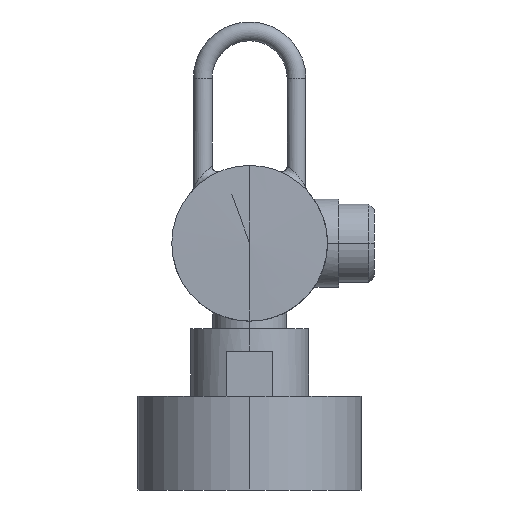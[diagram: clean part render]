
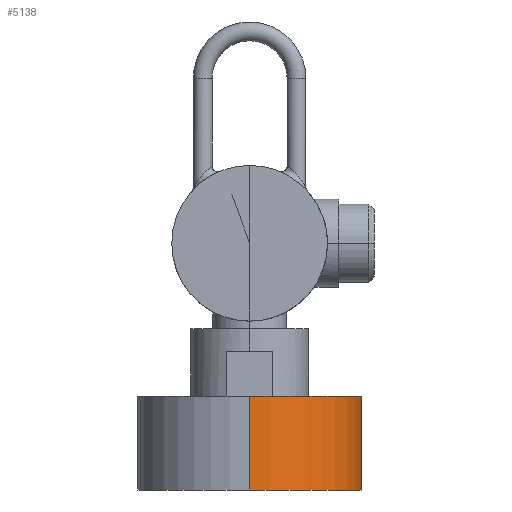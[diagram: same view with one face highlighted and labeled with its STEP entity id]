
A CAD part, left-side view. The second image highlights one B-rep face of the part: STEP entity #5138.
In plain terms, the highlighted cylindrical face has radius 29.85 mm (diameter 59.7 mm), a partial arc.
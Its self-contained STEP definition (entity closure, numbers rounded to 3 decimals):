
#1449=CARTESIAN_POINT('',(-75.,0.,-40.75));
#1450=DIRECTION('',(0.,0.,1.));
#1451=DIRECTION('',(-1.,0.,0.));
#1452=AXIS2_PLACEMENT_3D('',#1449,#1450,#1451);
#1459=DIRECTION('',(0.,0.,1.));
#1460=VECTOR('',#1459,25.);
#1461=CARTESIAN_POINT('',(-104.85,0.,-65.75));
#1462=LINE('',#1461,#1460);
#1463=DIRECTION('',(0.,0.,1.));
#1464=VECTOR('',#1463,25.);
#1465=CARTESIAN_POINT('',(-45.15,0.,-65.75));
#1466=LINE('',#1465,#1464);
#1467=CARTESIAN_POINT('',(-75.,0.,-65.75));
#1468=DIRECTION('',(0.,0.,1.));
#1469=DIRECTION('',(-1.,0.,0.));
#1470=AXIS2_PLACEMENT_3D('',#1467,#1468,#1469);
#3030=CARTESIAN_POINT('',(-104.85,0.,-65.75));
#3031=CARTESIAN_POINT('',(-104.85,0.,-40.75));
#3032=VERTEX_POINT('',#3030);
#3033=VERTEX_POINT('',#3031);
#3034=CARTESIAN_POINT('',(-45.15,0.,-65.75));
#3035=CARTESIAN_POINT('',(-45.15,0.,-40.75));
#3036=VERTEX_POINT('',#3034);
#3037=VERTEX_POINT('',#3035);
#5124=CARTESIAN_POINT('',(-75.,0.,-39.5));
#5125=DIRECTION('',(0.,0.,-1.));
#5126=DIRECTION('',(1.,0.,0.));
#5127=AXIS2_PLACEMENT_3D('',#5124,#5125,#5126);
#5128=CYLINDRICAL_SURFACE('',#5127,29.85);
#5130=ORIENTED_EDGE('',*,*,#5129,.T.);
#5131=ORIENTED_EDGE('',*,*,#5101,.T.);
#5133=ORIENTED_EDGE('',*,*,#5132,.F.);
#5135=ORIENTED_EDGE('',*,*,#5134,.F.);
#5136=EDGE_LOOP('',(#5130,#5131,#5133,#5135));
#5137=FACE_OUTER_BOUND('',#5136,.F.);
#5138=ADVANCED_FACE('',(#5137),#5128,.T.);
#1453=CIRCLE('',#1452,29.85);
#1471=CIRCLE('',#1470,29.85);
#5101=EDGE_CURVE('',#3033,#3037,#1453,.T.);
#5129=EDGE_CURVE('',#3032,#3033,#1462,.T.);
#5132=EDGE_CURVE('',#3036,#3037,#1466,.T.);
#5134=EDGE_CURVE('',#3032,#3036,#1471,.T.);
